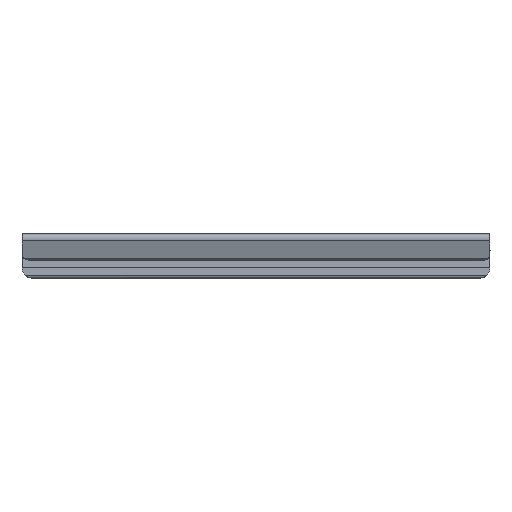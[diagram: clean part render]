
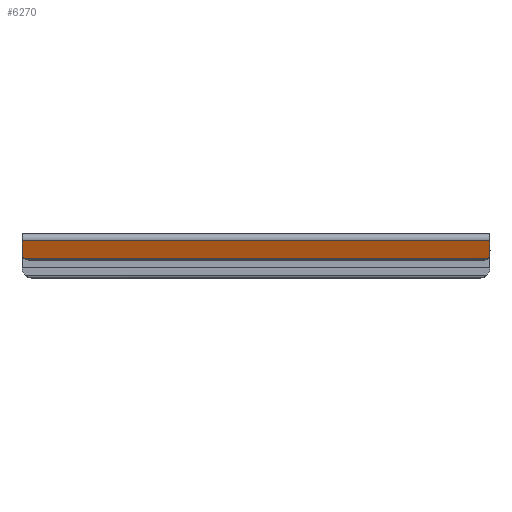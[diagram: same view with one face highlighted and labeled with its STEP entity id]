
A CAD part, front view. The second image highlights one B-rep face of the part: STEP entity #6270.
In plain terms, the highlighted planar face has unit normal (0, -0.94, -0.342).
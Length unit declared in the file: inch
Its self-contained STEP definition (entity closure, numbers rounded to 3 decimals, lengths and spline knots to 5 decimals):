
#72 = CARTESIAN_POINT ( 'NONE',  ( -5.625, -2.07699, -0.4715 ) ) ;
#352 = CARTESIAN_POINT ( 'NONE',  ( 0., -2.03491, -0.58711 ) ) ;
#592 = EDGE_CURVE ( 'NONE', #12144, #13178, #18703, .T. ) ;
#774 = DIRECTION ( 'NONE',  ( 0., 0.342, -0.94 ) ) ;
#942 = DIRECTION ( 'NONE',  ( 1., 0., 0. ) ) ;
#1873 = VERTEX_POINT ( 'NONE', #10466 ) ;
#1904 = VERTEX_POINT ( 'NONE', #8092 ) ;
#3115 = ORIENTED_EDGE ( 'NONE', *, *, #3510, .T. ) ;
#3510 = EDGE_CURVE ( 'NONE', #25250, #1904, #6009, .T. ) ;
#3822 = EDGE_CURVE ( 'NONE', #17179, #12144, #22826, .T. ) ;
#4271 = ORIENTED_EDGE ( 'NONE', *, *, #23221, .F. ) ;
#6009 = LINE ( 'NONE', #352, #18235 ) ;
#6270 = ADVANCED_FACE ( 'NONE', ( #26519 ), #7119, .T. ) ;
#6660 = AXIS2_PLACEMENT_3D ( 'NONE', #24666, #9999, #27130 ) ;
#7119 = PLANE ( 'NONE',  #15746 ) ;
#8092 = CARTESIAN_POINT ( 'NONE',  ( 5.57899, -2.03491, -0.58711 ) ) ;
#8614 = CARTESIAN_POINT ( 'NONE',  ( -5.625, -2.18754, -0.16775 ) ) ;
#9580 = DIRECTION ( 'NONE',  ( 0., 0.342, -0.94 ) ) ;
#9910 = CARTESIAN_POINT ( 'NONE',  ( 5.4375, -2.07699, -0.4715 ) ) ;
#9999 = DIRECTION ( 'NONE',  ( 0., 0.94, 0.342 ) ) ;
#10466 = CARTESIAN_POINT ( 'NONE',  ( 5.625, -2.07699, -0.4715 ) ) ;
#10761 = EDGE_CURVE ( 'NONE', #1873, #1904, #30393, .T. ) ;
#12026 = AXIS2_PLACEMENT_3D ( 'NONE', #9910, #27040, #12358 ) ;
#12144 = VERTEX_POINT ( 'NONE', #19265 ) ;
#12358 = DIRECTION ( 'NONE',  ( 0., 0.342, -0.94 ) ) ;
#13178 = VERTEX_POINT ( 'NONE', #29733 ) ;
#14615 = ORIENTED_EDGE ( 'NONE', *, *, #3822, .F. ) ;
#15746 = AXIS2_PLACEMENT_3D ( 'NONE', #19326, #24257, #9580 ) ;
#16062 = ORIENTED_EDGE ( 'NONE', *, *, #25782, .F. ) ;
#16181 = CARTESIAN_POINT ( 'NONE',  ( -5.625, -2.07699, -0.4715 ) ) ;
#17179 = VERTEX_POINT ( 'NONE', #16181 ) ;
#17869 = CARTESIAN_POINT ( 'NONE',  ( 5.625, -2.18754, -0.16775 ) ) ;
#18235 = VECTOR ( 'NONE', #29677, 39.37008 ) ;
#18703 = LINE ( 'NONE', #8614, #23692 ) ;
#19265 = CARTESIAN_POINT ( 'NONE',  ( -5.625, -2.18754, -0.16775 ) ) ;
#19326 = CARTESIAN_POINT ( 'NONE',  ( 0., -2.0194, -0.62972 ) ) ;
#19659 = CARTESIAN_POINT ( 'NONE',  ( -5.57899, -2.03491, -0.58711 ) ) ;
#21311 = LINE ( 'NONE', #17869, #27035 ) ;
#21597 = EDGE_LOOP ( 'NONE', ( #14615, #16062, #3115, #24322, #4271, #24371 ) ) ;
#22304 = CIRCLE ( 'NONE', #6660, 0.1875 ) ;
#22826 = LINE ( 'NONE', #72, #27027 ) ;
#23221 = EDGE_CURVE ( 'NONE', #13178, #1873, #21311, .T. ) ;
#23692 = VECTOR ( 'NONE', #942, 39.37008 ) ;
#24257 = DIRECTION ( 'NONE',  ( 0., -0.94, -0.342 ) ) ;
#24322 = ORIENTED_EDGE ( 'NONE', *, *, #10761, .F. ) ;
#24371 = ORIENTED_EDGE ( 'NONE', *, *, #592, .F. ) ;
#24666 = CARTESIAN_POINT ( 'NONE',  ( -5.4375, -2.07699, -0.4715 ) ) ;
#25250 = VERTEX_POINT ( 'NONE', #19659 ) ;
#25782 = EDGE_CURVE ( 'NONE', #25250, #17179, #22304, .T. ) ;
#26519 = FACE_OUTER_BOUND ( 'NONE', #21597, .T. ) ;
#27027 = VECTOR ( 'NONE', #29399, 39.37008 ) ;
#27035 = VECTOR ( 'NONE', #774, 39.37008 ) ;
#27040 = DIRECTION ( 'NONE',  ( 0., 0.94, 0.342 ) ) ;
#27130 = DIRECTION ( 'NONE',  ( 0., 0.342, -0.94 ) ) ;
#29399 = DIRECTION ( 'NONE',  ( 0., -0.342, 0.94 ) ) ;
#29677 = DIRECTION ( 'NONE',  ( 1., 0., 0. ) ) ;
#29733 = CARTESIAN_POINT ( 'NONE',  ( 5.625, -2.18754, -0.16775 ) ) ;
#30393 = CIRCLE ( 'NONE', #12026, 0.1875 ) ;
